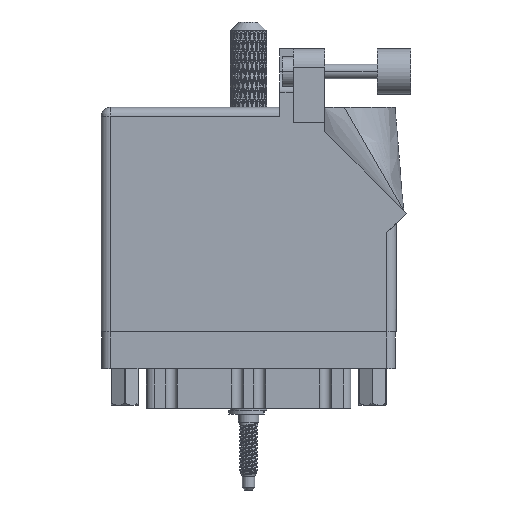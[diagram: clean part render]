
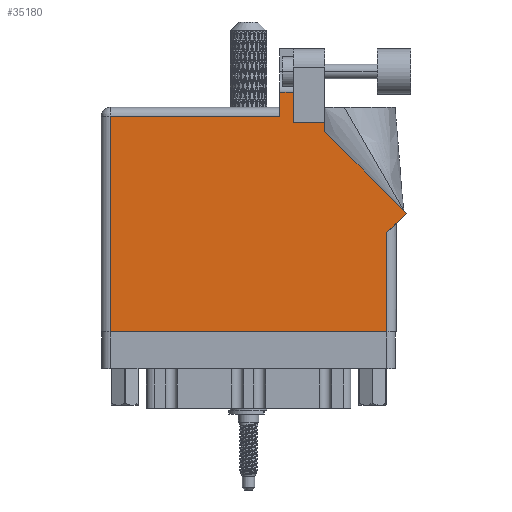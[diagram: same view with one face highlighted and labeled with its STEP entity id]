
A CAD part, front view. The second image highlights one B-rep face of the part: STEP entity #35180.
In plain terms, the highlighted face is planar.
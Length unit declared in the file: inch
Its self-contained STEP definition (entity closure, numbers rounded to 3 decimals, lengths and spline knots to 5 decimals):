
#897 = LINE ( 'NONE', #27503, #108990 ) ;
#1024 = ORIENTED_EDGE ( 'NONE', *, *, #27006, .T. ) ;
#1653 = DIRECTION ( 'NONE',  ( 0., 0., -1. ) ) ;
#6462 = CARTESIAN_POINT ( 'NONE',  ( 1.948, 0., 0. ) ) ;
#8299 = VERTEX_POINT ( 'NONE', #38407 ) ;
#8428 = ORIENTED_EDGE ( 'NONE', *, *, #26990, .T. ) ;
#8752 = LINE ( 'NONE', #33172, #58183 ) ;
#9578 = CARTESIAN_POINT ( 'NONE',  ( 1.524, 1.36442, 0. ) ) ;
#9996 = ORIENTED_EDGE ( 'NONE', *, *, #63963, .T. ) ;
#13585 = EDGE_CURVE ( 'NONE', #47821, #85697, #897, .T. ) ;
#17658 = EDGE_CURVE ( 'NONE', #42916, #56743, #18315, .T. ) ;
#18315 = LINE ( 'NONE', #19958, #44925 ) ;
#18605 = VECTOR ( 'NONE', #87557, 39.37008 ) ;
#19958 = CARTESIAN_POINT ( 'NONE',  ( 1.524, 1.36442, 0. ) ) ;
#21429 = CARTESIAN_POINT ( 'NONE',  ( 1.217, 1.6315, 0. ) ) ;
#24091 = VERTEX_POINT ( 'NONE', #30143 ) ;
#24316 = DIRECTION ( 'NONE',  ( -1., 0., 0. ) ) ;
#24511 = VECTOR ( 'NONE', #55306, 39.37008 ) ;
#25038 = CARTESIAN_POINT ( 'NONE',  ( 2.08071, 0.80771, 0. ) ) ;
#25902 = LINE ( 'NONE', #83656, #79784 ) ;
#26946 = EDGE_CURVE ( 'NONE', #85697, #8299, #8752, .T. ) ;
#26990 = EDGE_CURVE ( 'NONE', #24091, #80181, #68693, .T. ) ;
#27006 = EDGE_CURVE ( 'NONE', #56743, #43798, #30857, .T. ) ;
#27503 = CARTESIAN_POINT ( 'NONE',  ( 1.217, 1.53, 0. ) ) ;
#28167 = DIRECTION ( 'NONE',  ( 0., 1., 0. ) ) ;
#28791 = PLANE ( 'NONE',  #68186 ) ;
#29417 = VERTEX_POINT ( 'NONE', #47841 ) ;
#29781 = CARTESIAN_POINT ( 'NONE',  ( 2.08071, 0.80771, 0. ) ) ;
#30143 = CARTESIAN_POINT ( 'NONE',  ( 1.948, 0.675, 0. ) ) ;
#30857 = LINE ( 'NONE', #90298, #24511 ) ;
#31511 = VECTOR ( 'NONE', #43613, 39.37008 ) ;
#31549 = ORIENTED_EDGE ( 'NONE', *, *, #34529, .T. ) ;
#33172 = CARTESIAN_POINT ( 'NONE',  ( 0., 1.468, 0. ) ) ;
#34410 = DIRECTION ( 'NONE',  ( 0., 1., 0. ) ) ;
#34529 = EDGE_CURVE ( 'NONE', #80181, #42916, #55305, .T. ) ;
#35180 = ADVANCED_FACE ( 'NONE', ( #36587 ), #28791, .F. ) ;
#36587 = FACE_OUTER_BOUND ( 'NONE', #87442, .T. ) ;
#38407 = CARTESIAN_POINT ( 'NONE',  ( 0.062, 1.468, 0. ) ) ;
#39380 = CARTESIAN_POINT ( 'NONE',  ( 0.062, 0., 0. ) ) ;
#42916 = VERTEX_POINT ( 'NONE', #9578 ) ;
#43613 = DIRECTION ( 'NONE',  ( 0., 1., 0. ) ) ;
#43798 = VERTEX_POINT ( 'NONE', #81533 ) ;
#43948 = EDGE_CURVE ( 'NONE', #67630, #24091, #96468, .T. ) ;
#44280 = DIRECTION ( 'NONE',  ( 0.707, 0.707, 0. ) ) ;
#44748 = CARTESIAN_POINT ( 'NONE',  ( 1.524, 1.43, 0. ) ) ;
#44925 = VECTOR ( 'NONE', #34410, 39.37008 ) ;
#47821 = VERTEX_POINT ( 'NONE', #21429 ) ;
#47841 = CARTESIAN_POINT ( 'NONE',  ( 1.311, 1.6315, 0. ) ) ;
#47915 = VECTOR ( 'NONE', #71237, 39.37008 ) ;
#49697 = LINE ( 'NONE', #101303, #84999 ) ;
#50274 = ORIENTED_EDGE ( 'NONE', *, *, #52174, .T. ) ;
#52174 = EDGE_CURVE ( 'NONE', #43798, #29417, #84137, .T. ) ;
#52255 = ORIENTED_EDGE ( 'NONE', *, *, #57913, .T. ) ;
#52479 = DIRECTION ( 'NONE',  ( 0., -1., 0. ) ) ;
#53481 = CARTESIAN_POINT ( 'NONE',  ( 0.062, 0., 0. ) ) ;
#55306 = DIRECTION ( 'NONE',  ( -1., 0., 0. ) ) ;
#55305 = LINE ( 'NONE', #29781, #18605 ) ;
#56743 = VERTEX_POINT ( 'NONE', #44748 ) ;
#57913 = EDGE_CURVE ( 'NONE', #8299, #81005, #95714, .T. ) ;
#58183 = VECTOR ( 'NONE', #24316, 39.37008 ) ;
#63963 = EDGE_CURVE ( 'NONE', #81005, #67630, #25902, .T. ) ;
#65917 = DIRECTION ( 'NONE',  ( 1., 0., 0. ) ) ;
#67630 = VERTEX_POINT ( 'NONE', #6462 ) ;
#68186 = AXIS2_PLACEMENT_3D ( 'NONE', #87671, #1653, #71538 ) ;
#68693 = LINE ( 'NONE', #91512, #74093 ) ;
#70348 = CARTESIAN_POINT ( 'NONE',  ( 1.948, 0.737, 0. ) ) ;
#71237 = DIRECTION ( 'NONE',  ( 0., -1., 0. ) ) ;
#71538 = DIRECTION ( 'NONE',  ( -1., 0., 0. ) ) ;
#72330 = EDGE_CURVE ( 'NONE', #29417, #47821, #49697, .T. ) ;
#74093 = VECTOR ( 'NONE', #44280, 39.37008 ) ;
#75208 = DIRECTION ( 'NONE',  ( -1., 0., 0. ) ) ;
#79784 = VECTOR ( 'NONE', #65917, 39.37008 ) ;
#80181 = VERTEX_POINT ( 'NONE', #25038 ) ;
#81005 = VERTEX_POINT ( 'NONE', #39380 ) ;
#81148 = ORIENTED_EDGE ( 'NONE', *, *, #13585, .T. ) ;
#81533 = CARTESIAN_POINT ( 'NONE',  ( 1.311, 1.43, 0. ) ) ;
#83656 = CARTESIAN_POINT ( 'NONE',  ( 0., 0., 0. ) ) ;
#84137 = LINE ( 'NONE', #85797, #31511 ) ;
#84999 = VECTOR ( 'NONE', #75208, 39.37008 ) ;
#85697 = VERTEX_POINT ( 'NONE', #89713 ) ;
#85797 = CARTESIAN_POINT ( 'NONE',  ( 1.311, 1.43, 0. ) ) ;
#87442 = EDGE_LOOP ( 'NONE', ( #50274, #105045, #81148, #99060, #52255, #9996, #107896, #8428, #31549, #104226, #1024 ) ) ;
#87557 = DIRECTION ( 'NONE',  ( -0.707, 0.707, 0. ) ) ;
#87671 = CARTESIAN_POINT ( 'NONE',  ( 0., 1.53, 0. ) ) ;
#89713 = CARTESIAN_POINT ( 'NONE',  ( 1.217, 1.468, 0. ) ) ;
#90298 = CARTESIAN_POINT ( 'NONE',  ( 1.524, 1.43, 0. ) ) ;
#91512 = CARTESIAN_POINT ( 'NONE',  ( 2.01, 0.737, 0. ) ) ;
#95714 = LINE ( 'NONE', #53481, #47915 ) ;
#96468 = LINE ( 'NONE', #70348, #105988 ) ;
#99060 = ORIENTED_EDGE ( 'NONE', *, *, #26946, .T. ) ;
#101303 = CARTESIAN_POINT ( 'NONE',  ( 1.64177, 1.6315, 0. ) ) ;
#104226 = ORIENTED_EDGE ( 'NONE', *, *, #17658, .T. ) ;
#105045 = ORIENTED_EDGE ( 'NONE', *, *, #72330, .T. ) ;
#105988 = VECTOR ( 'NONE', #28167, 39.37008 ) ;
#107896 = ORIENTED_EDGE ( 'NONE', *, *, #43948, .T. ) ;
#108990 = VECTOR ( 'NONE', #52479, 39.37008 ) ;
